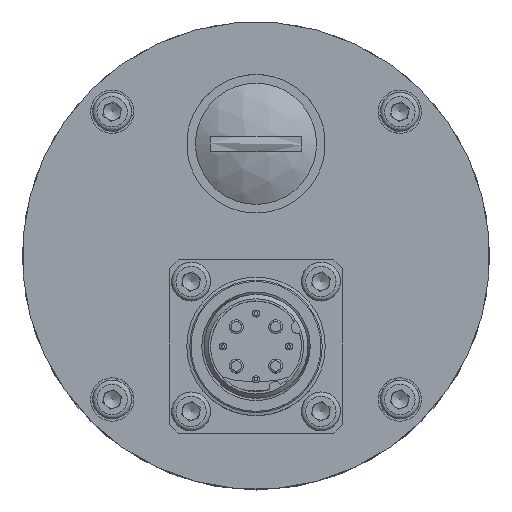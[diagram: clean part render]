
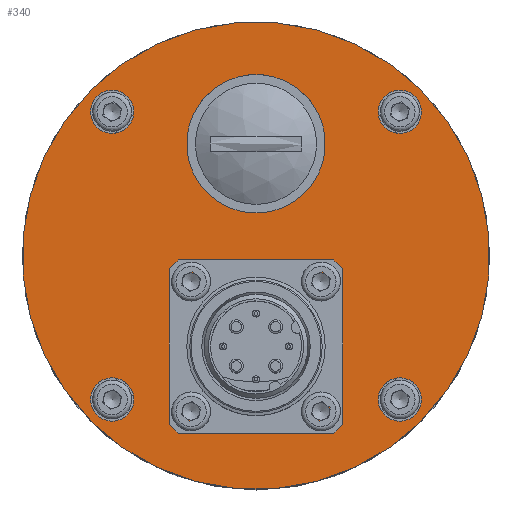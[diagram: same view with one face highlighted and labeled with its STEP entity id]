
A CAD part, top view. The second image highlights one B-rep face of the part: STEP entity #340.
In plain terms, the highlighted planar face has unit normal (0, 0, 1).
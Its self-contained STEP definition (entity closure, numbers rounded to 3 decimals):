
#52 = CARTESIAN_POINT ( 'NONE',  ( 0., 0., 32.6 ) ) ;
#160 = DIRECTION ( 'NONE',  ( 0., 0., 1. ) ) ;
#224 = AXIS2_PLACEMENT_3D ( 'NONE', #4822, #4808, #4573 ) ;
#298 = EDGE_CURVE ( 'NONE', #3844, #3844, #3932, .T. ) ;
#340 = ADVANCED_FACE ( 'NONE', ( #3918, #3906, #3938, #3898, #3896, #3894, #3889, #3886, #3881, #3877, #3873 ), #1131, .F. ) ;
#490 = CIRCLE ( 'NONE', #1769, 7.6 ) ;
#492 = EDGE_CURVE ( 'NONE', #3785, #3785, #3639, .T. ) ;
#588 = EDGE_CURVE ( 'NONE', #3768, #3768, #3508, .T. ) ;
#711 = EDGE_CURVE ( 'NONE', #3724, #3724, #3407, .T. ) ;
#760 = EDGE_CURVE ( 'NONE', #3716, #3716, #3348, .T. ) ;
#922 = DIRECTION ( 'NONE',  ( 0.707, -0.707, 0. ) ) ;
#924 = DIRECTION ( 'NONE',  ( 0., 0., 1. ) ) ;
#934 = CARTESIAN_POINT ( 'NONE',  ( -7.5, -18., 32.6 ) ) ;
#977 = CARTESIAN_POINT ( 'NONE',  ( 19.092, 19.092, 32.6 ) ) ;
#984 = AXIS2_PLACEMENT_3D ( 'NONE', #52, #160, #3555 ) ;
#1077 = CARTESIAN_POINT ( 'NONE',  ( -7.5, -3., 32.6 ) ) ;
#1091 = DIRECTION ( 'NONE',  ( 0., 0., 1. ) ) ;
#1096 = DIRECTION ( 'NONE',  ( 0.707, -0.707, 0. ) ) ;
#1131 = PLANE ( 'NONE',  #1882 ) ;
#1196 = AXIS2_PLACEMENT_3D ( 'NONE', #4527, #4535, #4539 ) ;
#1228 = DIRECTION ( 'NONE',  ( -0.707, 0.707, 0. ) ) ;
#1258 = AXIS2_PLACEMENT_3D ( 'NONE', #4154, #4155, #4166 ) ;
#1319 = EDGE_CURVE ( 'NONE', #3635, #3635, #2697, .T. ) ;
#1443 = AXIS2_PLACEMENT_3D ( 'NONE', #3741, #3746, #3749 ) ;
#1456 = DIRECTION ( 'NONE',  ( 0.707, -0.707, 0. ) ) ;
#1462 = DIRECTION ( 'NONE',  ( 0., 0., 1. ) ) ;
#1463 = EDGE_CURVE ( 'NONE', #3593, #3593, #2577, .T. ) ;
#1468 = CARTESIAN_POINT ( 'NONE',  ( 0., -10.5, 32.6 ) ) ;
#1551 = EDGE_CURVE ( 'NONE', #3583, #3583, #2438, .T. ) ;
#1566 = CIRCLE ( 'NONE', #4012, 1.025 ) ;
#1616 = DIRECTION ( 'NONE',  ( 0., 0., -1. ) ) ;
#1624 = AXIS2_PLACEMENT_3D ( 'NONE', #3455, #3462, #3464 ) ;
#1730 = CIRCLE ( 'NONE', #4589, 1.025 ) ;
#1769 = AXIS2_PLACEMENT_3D ( 'NONE', #1468, #1462, #1456 ) ;
#1882 = AXIS2_PLACEMENT_3D ( 'NONE', #977, #1616, #1228 ) ;
#1937 = AXIS2_PLACEMENT_3D ( 'NONE', #1077, #1091, #1096 ) ;
#2141 = EDGE_CURVE ( 'NONE', #3509, #3509, #1730, .T. ) ;
#2348 = EDGE_CURVE ( 'NONE', #3458, #3458, #1566, .T. ) ;
#2438 = CIRCLE ( 'NONE', #3490, 8. ) ;
#2577 = CIRCLE ( 'NONE', #984, 27. ) ;
#2668 = ORIENTED_EDGE ( 'NONE', *, *, #1463, .T. ) ;
#2673 = ORIENTED_EDGE ( 'NONE', *, *, #1551, .F. ) ;
#2677 = ORIENTED_EDGE ( 'NONE', *, *, #711, .F. ) ;
#2690 = ORIENTED_EDGE ( 'NONE', *, *, #1319, .F. ) ;
#2692 = ORIENTED_EDGE ( 'NONE', *, *, #588, .F. ) ;
#2697 = CIRCLE ( 'NONE', #224, 2.5 ) ;
#2702 = ORIENTED_EDGE ( 'NONE', *, *, #760, .F. ) ;
#2708 = ORIENTED_EDGE ( 'NONE', *, *, #2141, .F. ) ;
#2724 = ORIENTED_EDGE ( 'NONE', *, *, #298, .F. ) ;
#2726 = ORIENTED_EDGE ( 'NONE', *, *, #2348, .F. ) ;
#2732 = ORIENTED_EDGE ( 'NONE', *, *, #492, .F. ) ;
#2776 = ORIENTED_EDGE ( 'NONE', *, *, #3515, .F. ) ;
#3197 = VERTEX_POINT ( 'NONE', #4641 ) ;
#3348 = CIRCLE ( 'NONE', #1196, 2.5 ) ;
#3407 = CIRCLE ( 'NONE', #1258, 2.5 ) ;
#3455 = CARTESIAN_POINT ( 'NONE',  ( 7.5, -3., 32.6 ) ) ;
#3458 = VERTEX_POINT ( 'NONE', #4787 ) ;
#3462 = DIRECTION ( 'NONE',  ( 0., 0., 1. ) ) ;
#3464 = DIRECTION ( 'NONE',  ( 0.707, -0.707, 0. ) ) ;
#3470 = DIRECTION ( 'NONE',  ( 0., 0., 1. ) ) ;
#3490 = AXIS2_PLACEMENT_3D ( 'NONE', #3685, #3470, #4753 ) ;
#3508 = CIRCLE ( 'NONE', #1443, 2.5 ) ;
#3509 = VERTEX_POINT ( 'NONE', #4807 ) ;
#3515 = EDGE_CURVE ( 'NONE', #3197, #3197, #490, .T. ) ;
#3555 = DIRECTION ( 'NONE',  ( 0.707, -0.707, 0. ) ) ;
#3583 = VERTEX_POINT ( 'NONE', #4853 ) ;
#3593 = VERTEX_POINT ( 'NONE', #4858 ) ;
#3620 = EDGE_LOOP ( 'NONE', ( #2692 ) ) ;
#3635 = VERTEX_POINT ( 'NONE', #4881 ) ;
#3639 = CIRCLE ( 'NONE', #1624, 1.025 ) ;
#3644 = EDGE_LOOP ( 'NONE', ( #2690 ) ) ;
#3674 = EDGE_LOOP ( 'NONE', ( #2726 ) ) ;
#3679 = EDGE_LOOP ( 'NONE', ( #2724 ) ) ;
#3685 = CARTESIAN_POINT ( 'NONE',  ( 0., 12.92, 32.6 ) ) ;
#3687 = EDGE_LOOP ( 'NONE', ( #2776 ) ) ;
#3690 = EDGE_LOOP ( 'NONE', ( #2668 ) ) ;
#3700 = EDGE_LOOP ( 'NONE', ( #2708 ) ) ;
#3716 = VERTEX_POINT ( 'NONE', #4939 ) ;
#3724 = VERTEX_POINT ( 'NONE', #4948 ) ;
#3734 = EDGE_LOOP ( 'NONE', ( #2732 ) ) ;
#3741 = CARTESIAN_POINT ( 'NONE',  ( 16.617, -16.617, 32.6 ) ) ;
#3746 = DIRECTION ( 'NONE',  ( 0., 0., 1. ) ) ;
#3749 = DIRECTION ( 'NONE',  ( 0.707, -0.707, 0. ) ) ;
#3763 = EDGE_LOOP ( 'NONE', ( #2702 ) ) ;
#3768 = VERTEX_POINT ( 'NONE', #4977 ) ;
#3785 = VERTEX_POINT ( 'NONE', #4995 ) ;
#3801 = EDGE_LOOP ( 'NONE', ( #2677 ) ) ;
#3832 = EDGE_LOOP ( 'NONE', ( #2673 ) ) ;
#3844 = VERTEX_POINT ( 'NONE', #5036 ) ;
#3873 = FACE_OUTER_BOUND ( 'NONE', #3690, .T. ) ;
#3877 = FACE_BOUND ( 'NONE', #3832, .T. ) ;
#3881 = FACE_BOUND ( 'NONE', #3801, .T. ) ;
#3886 = FACE_BOUND ( 'NONE', #3644, .T. ) ;
#3889 = FACE_BOUND ( 'NONE', #3620, .T. ) ;
#3894 = FACE_BOUND ( 'NONE', #3763, .T. ) ;
#3896 = FACE_BOUND ( 'NONE', #3700, .T. ) ;
#3898 = FACE_BOUND ( 'NONE', #3679, .T. ) ;
#3906 = FACE_BOUND ( 'NONE', #3734, .T. ) ;
#3918 = FACE_BOUND ( 'NONE', #3687, .T. ) ;
#3932 = CIRCLE ( 'NONE', #1937, 1.025 ) ;
#3938 = FACE_BOUND ( 'NONE', #3674, .T. ) ;
#4012 = AXIS2_PLACEMENT_3D ( 'NONE', #4952, #4951, #4943 ) ;
#4154 = CARTESIAN_POINT ( 'NONE',  ( -16.617, -16.617, 32.6 ) ) ;
#4155 = DIRECTION ( 'NONE',  ( 0., 0., 1. ) ) ;
#4166 = DIRECTION ( 'NONE',  ( 0.707, -0.707, 0. ) ) ;
#4527 = CARTESIAN_POINT ( 'NONE',  ( 16.617, 16.617, 32.6 ) ) ;
#4535 = DIRECTION ( 'NONE',  ( 0., 0., 1. ) ) ;
#4539 = DIRECTION ( 'NONE',  ( 0.707, -0.707, 0. ) ) ;
#4573 = DIRECTION ( 'NONE',  ( 0.707, -0.707, 0. ) ) ;
#4589 = AXIS2_PLACEMENT_3D ( 'NONE', #934, #924, #922 ) ;
#4641 = CARTESIAN_POINT ( 'NONE',  ( 5.374, -15.874, 32.6 ) ) ;
#4753 = DIRECTION ( 'NONE',  ( 0.707, -0.707, 0. ) ) ;
#4787 = CARTESIAN_POINT ( 'NONE',  ( 8.225, -18.725, 32.6 ) ) ;
#4807 = CARTESIAN_POINT ( 'NONE',  ( -6.775, -18.725, 32.6 ) ) ;
#4808 = DIRECTION ( 'NONE',  ( 0., 0., 1. ) ) ;
#4822 = CARTESIAN_POINT ( 'NONE',  ( -16.617, 16.617, 32.6 ) ) ;
#4853 = CARTESIAN_POINT ( 'NONE',  ( 5.657, 7.263, 32.6 ) ) ;
#4858 = CARTESIAN_POINT ( 'NONE',  ( 19.092, -19.092, 32.6 ) ) ;
#4881 = CARTESIAN_POINT ( 'NONE',  ( -14.849, 14.849, 32.6 ) ) ;
#4939 = CARTESIAN_POINT ( 'NONE',  ( 18.385, 14.849, 32.6 ) ) ;
#4943 = DIRECTION ( 'NONE',  ( 0.707, -0.707, 0. ) ) ;
#4948 = CARTESIAN_POINT ( 'NONE',  ( -14.849, -18.385, 32.6 ) ) ;
#4951 = DIRECTION ( 'NONE',  ( 0., 0., 1. ) ) ;
#4952 = CARTESIAN_POINT ( 'NONE',  ( 7.5, -18., 32.6 ) ) ;
#4977 = CARTESIAN_POINT ( 'NONE',  ( 18.385, -18.385, 32.6 ) ) ;
#4995 = CARTESIAN_POINT ( 'NONE',  ( 8.225, -3.725, 32.6 ) ) ;
#5036 = CARTESIAN_POINT ( 'NONE',  ( -6.775, -3.725, 32.6 ) ) ;
